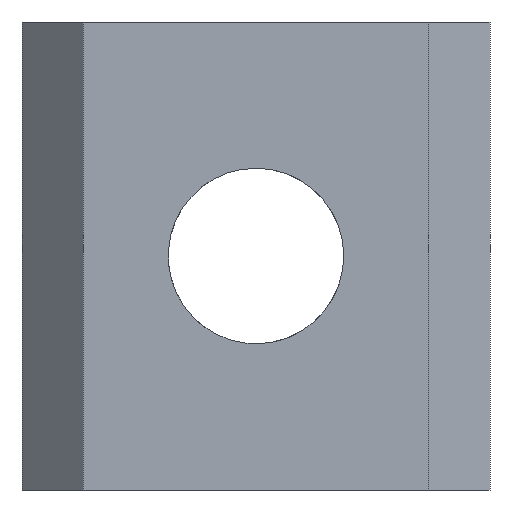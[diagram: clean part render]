
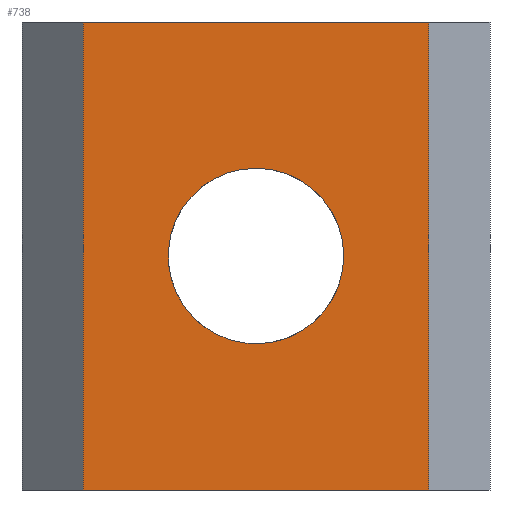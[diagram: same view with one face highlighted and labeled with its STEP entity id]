
A CAD part, front view. The second image highlights one B-rep face of the part: STEP entity #738.
In plain terms, the highlighted planar face has unit normal (0, -1, 0).
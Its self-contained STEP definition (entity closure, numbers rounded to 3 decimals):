
#219=CARTESIAN_POINT('',(11.0,0.0,8.0));
#220=VERTEX_POINT('',#219);
#221=CARTESIAN_POINT('',(8.0,0.0,8.0));
#222=DIRECTION('',(0.0,1.0,0.0));
#223=DIRECTION('',(-1.0,0.0,0.0));
#224=AXIS2_PLACEMENT_3D('',#221,#222,#223);
#225=CIRCLE('',#224,3.0);
#226=EDGE_CURVE('',#220,#220,#225,.T.);
#365=CARTESIAN_POINT('',(2.1,0.0,16.0));
#366=VERTEX_POINT('',#365);
#373=CARTESIAN_POINT('',(13.9,0.0,16.0));
#374=VERTEX_POINT('',#373);
#375=CARTESIAN_POINT('',(2.1,0.0,16.0));
#376=DIRECTION('',(1.0,0.0,0.0));
#377=VECTOR('',#376,11.8);
#378=LINE('',#375,#377);
#379=EDGE_CURVE('',#366,#374,#378,.T.);
#596=CARTESIAN_POINT('',(2.1,0.0,0.0));
#597=VERTEX_POINT('',#596);
#604=CARTESIAN_POINT('',(2.1,0.0,0.0));
#605=DIRECTION('',(0.0,0.0,1.0));
#606=VECTOR('',#605,16.0);
#607=LINE('',#604,#606);
#608=EDGE_CURVE('',#597,#366,#607,.T.);
#619=CARTESIAN_POINT('',(13.9,0.0,0.0));
#620=VERTEX_POINT('',#619);
#621=CARTESIAN_POINT('',(13.9,0.0,16.0));
#622=DIRECTION('',(0.0,0.0,-1.0));
#623=VECTOR('',#622,16.0);
#624=LINE('',#621,#623);
#625=EDGE_CURVE('',#374,#620,#624,.T.);
#719=CARTESIAN_POINT('',(0.0,0.0,0.0));
#720=DIRECTION('',(0.0,-1.0,0.0));
#721=DIRECTION('',(1.0,0.0,0.0));
#722=AXIS2_PLACEMENT_3D('',#719,#720,#721);
#723=PLANE('',#722);
#724=ORIENTED_EDGE('',*,*,#608,.F.);
#725=CARTESIAN_POINT('',(2.1,0.0,0.0));
#726=DIRECTION('',(1.0,0.0,0.0));
#727=VECTOR('',#726,11.8);
#728=LINE('',#725,#727);
#729=EDGE_CURVE('',#597,#620,#728,.T.);
#730=ORIENTED_EDGE('',*,*,#729,.T.);
#731=ORIENTED_EDGE('',*,*,#625,.F.);
#732=ORIENTED_EDGE('',*,*,#379,.F.);
#733=EDGE_LOOP('',(#724,#730,#731,#732));
#734=FACE_OUTER_BOUND('',#733,.T.);
#735=ORIENTED_EDGE('',*,*,#226,.T.);
#736=EDGE_LOOP('',(#735));
#737=FACE_BOUND('',#736,.T.);
#738=ADVANCED_FACE('',(#734,#737),#723,.T.);
